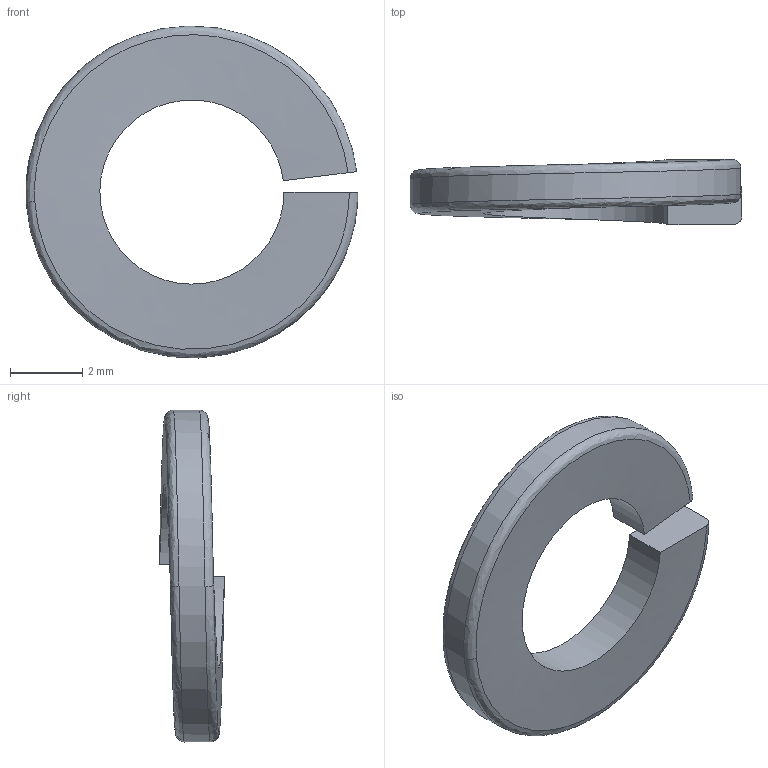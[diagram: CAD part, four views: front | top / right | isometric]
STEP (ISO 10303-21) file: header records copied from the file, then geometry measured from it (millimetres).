
FILE_DESCRIPTION((''),'2;1');
FILE_NAME('001_WASHER_MM_ASM','2022-11-22T',('SYSTEM'),(''),'PRO/ENGINEER BY PARAMETRIC TECHNOLOGY CORPORATION, 2016360','PRO/ENGINEER BY PARAMETRIC TECHNOLOGY CORPORATION, 2016360','');
FILE_SCHEMA(('AUTOMOTIVE_DESIGN { 1 0 10303 214 1 1 1 1 }'));
Length unit declared in the file: millimetre
Products named in the file (2): MLW-05; 001_WASHER_MM_ASM
Assembly tree (1 placements, depth 2):
  001_WASHER_MM_ASM
    MLW-05
Bounding box: 9.19 x 1.8 x 9.2 mm (x, y, z)
Volume: 53.5 mm3; surface area: 142.2 mm2
Topology: 1 solids, 1 shells, 10 faces, 24 edges, 16 vertices
Faces by surface type: bspline 6, plane 2, cylinder 2
Entity records: 1643 total; most frequent: CARTESIAN_POINT 1246, COLOUR_RGB 110, ORIENTED_EDGE 48, DIRECTION 26, EDGE_CURVE 24, VERTEX_POINT 16, B_SPLINE_CURVE_WITH_KNOTS 14, PROPERTY_DEFINITION 13
